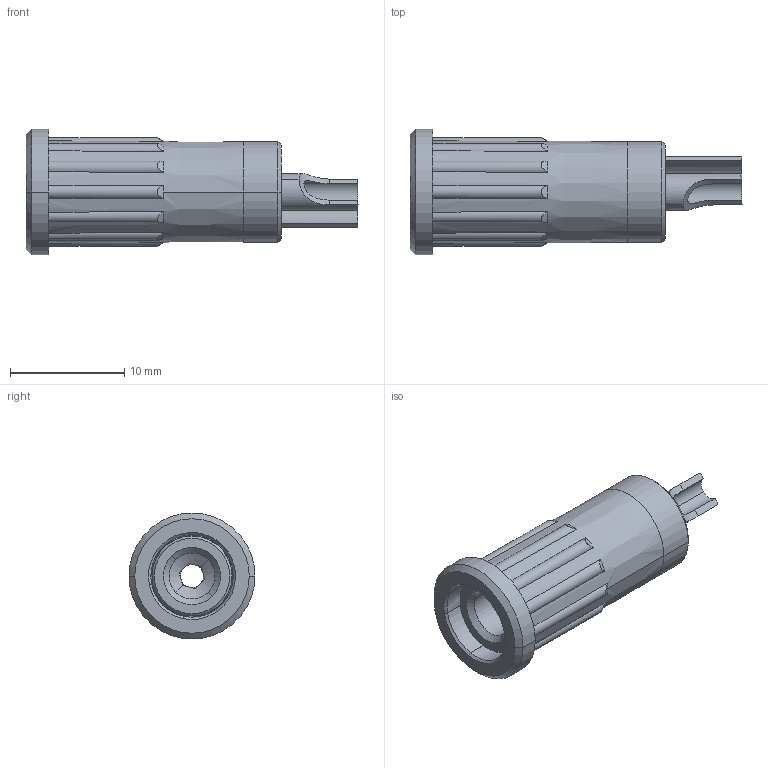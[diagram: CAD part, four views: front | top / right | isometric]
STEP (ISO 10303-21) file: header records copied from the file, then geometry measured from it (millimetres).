
FILE_DESCRIPTION((''),'2;1');
FILE_NAME('7924_ASM','2016-09-30T',('tosc'),(''),'PRO/ENGINEER BY PARAMETRIC TECHNOLOGY CORPORATION, 2015110','PRO/ENGINEER BY PARAMETRIC TECHNOLOGY CORPORATION, 2015110','');
FILE_SCHEMA(('CONFIG_CONTROL_DESIGN'));
Length unit declared in the file: millimetre
Products named in the file (1): 7924_ASM
Bounding box: 29 x 11 x 11 mm (x, y, z)
Surface area: 2884.2 mm2 (no closed solid volume)
Topology: 0 solids, 4 shells, 645 faces, 1183 edges, 552 vertices
Faces by surface type: plane 316, cone 248, cylinder 81
Entity records: 18779 total; most frequent: CARTESIAN_POINT 5479, DIRECTION 2390, ORIENTED_EDGE 2366, EDGE_CURVE 1183, AXIS2_PLACEMENT_3D 1011, EDGE_LOOP 661, FACE_OUTER_BOUND 645, ADVANCED_FACE 645
